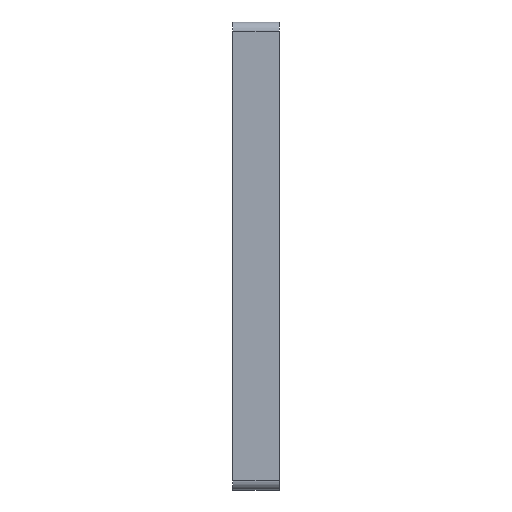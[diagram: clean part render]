
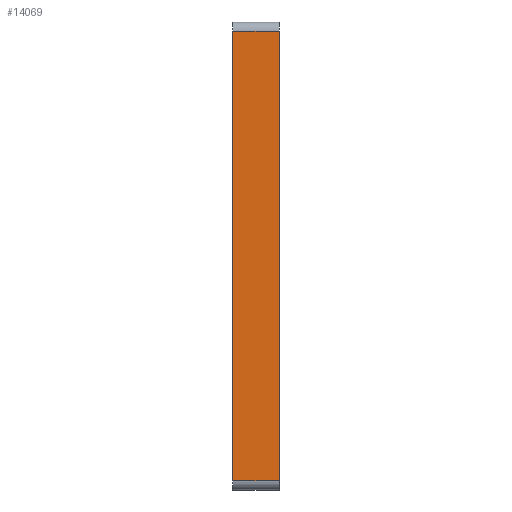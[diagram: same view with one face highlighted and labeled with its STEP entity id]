
A CAD part, left-side view. The second image highlights one B-rep face of the part: STEP entity #14069.
In plain terms, the highlighted planar face has unit normal (-1, 0, 0).
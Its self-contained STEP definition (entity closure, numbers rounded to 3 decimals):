
#52 = FACE_OUTER_BOUND ( 'NONE', #12436, .T. ) ;
#121 = VECTOR ( 'NONE', #10368, 1000. ) ;
#2211 = DIRECTION ( 'NONE',  ( 0., 1., 0. ) ) ;
#2782 = ORIENTED_EDGE ( 'NONE', *, *, #3683, .T. ) ;
#3336 = ORIENTED_EDGE ( 'NONE', *, *, #14662, .T. ) ;
#3430 = CARTESIAN_POINT ( 'NONE',  ( -50., 10., -50. ) ) ;
#3683 = EDGE_CURVE ( 'NONE', #8844, #12017, #12579, .T. ) ;
#4509 = CARTESIAN_POINT ( 'NONE',  ( -50., 0., 48. ) ) ;
#4830 = ORIENTED_EDGE ( 'NONE', *, *, #9046, .F. ) ;
#4844 = LINE ( 'NONE', #7355, #6999 ) ;
#5028 = EDGE_CURVE ( 'NONE', #12017, #8300, #8657, .T. ) ;
#5764 = ORIENTED_EDGE ( 'NONE', *, *, #5028, .T. ) ;
#6739 = CARTESIAN_POINT ( 'NONE',  ( -50., 10., 48. ) ) ;
#6999 = VECTOR ( 'NONE', #8651, 1000. ) ;
#7355 = CARTESIAN_POINT ( 'NONE',  ( -50., 10., -50. ) ) ;
#7840 = DIRECTION ( 'NONE',  ( 1., 0., 0. ) ) ;
#8300 = VERTEX_POINT ( 'NONE', #9358 ) ;
#8563 = LINE ( 'NONE', #9974, #12842 ) ;
#8651 = DIRECTION ( 'NONE',  ( 0., 0., 1. ) ) ;
#8657 = LINE ( 'NONE', #6739, #9721 ) ;
#8844 = VERTEX_POINT ( 'NONE', #9644 ) ;
#9046 = EDGE_CURVE ( 'NONE', #11605, #8300, #4844, .T. ) ;
#9119 = DIRECTION ( 'NONE',  ( 0., 0., -1. ) ) ;
#9358 = CARTESIAN_POINT ( 'NONE',  ( -50., 10., 48. ) ) ;
#9644 = CARTESIAN_POINT ( 'NONE',  ( -50., 0., -48. ) ) ;
#9721 = VECTOR ( 'NONE', #2211, 1000. ) ;
#9974 = CARTESIAN_POINT ( 'NONE',  ( -50., 10., -48. ) ) ;
#10368 = DIRECTION ( 'NONE',  ( 0., 0., 1. ) ) ;
#10424 = CARTESIAN_POINT ( 'NONE',  ( -50., 0., -50. ) ) ;
#11605 = VERTEX_POINT ( 'NONE', #12538 ) ;
#11766 = AXIS2_PLACEMENT_3D ( 'NONE', #3430, #7840, #9119 ) ;
#12017 = VERTEX_POINT ( 'NONE', #4509 ) ;
#12385 = DIRECTION ( 'NONE',  ( 0., -1., 0. ) ) ;
#12436 = EDGE_LOOP ( 'NONE', ( #4830, #3336, #2782, #5764 ) ) ;
#12538 = CARTESIAN_POINT ( 'NONE',  ( -50., 10., -48. ) ) ;
#12579 = LINE ( 'NONE', #10424, #121 ) ;
#12842 = VECTOR ( 'NONE', #12385, 1000. ) ;
#13550 = PLANE ( 'NONE',  #11766 ) ;
#14069 = ADVANCED_FACE ( 'NONE', ( #52 ), #13550, .F. ) ;
#14662 = EDGE_CURVE ( 'NONE', #11605, #8844, #8563, .T. ) ;
